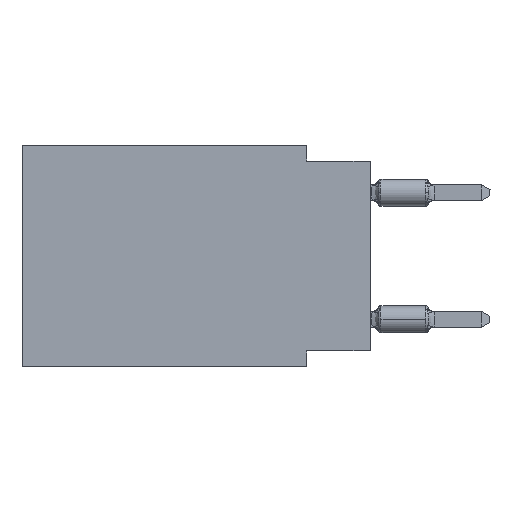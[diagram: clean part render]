
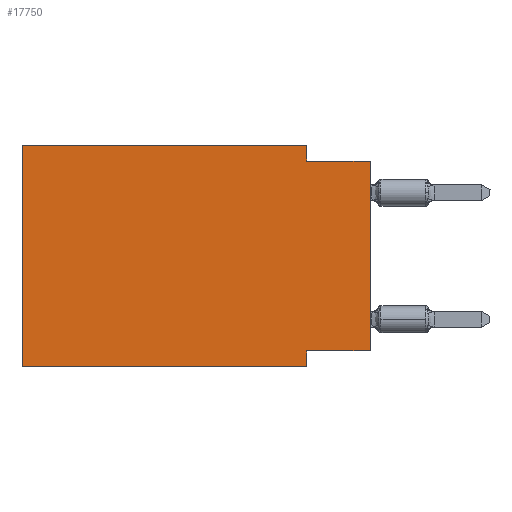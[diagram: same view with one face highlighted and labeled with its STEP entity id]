
A CAD part, left-side view. The second image highlights one B-rep face of the part: STEP entity #17750.
In plain terms, the highlighted planar face has unit normal (-1, 0, 0).
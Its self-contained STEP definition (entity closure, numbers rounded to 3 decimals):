
#217 = CARTESIAN_POINT ( 'NONE',  ( 0., 0., -0.635 ) ) ;
#543 = DIRECTION ( 'NONE',  ( 0., -1., 0. ) ) ;
#1021 = ORIENTED_EDGE ( 'NONE', *, *, #27927, .F. ) ;
#1097 = DIRECTION ( 'NONE',  ( 0., 1., 0. ) ) ;
#1164 = VERTEX_POINT ( 'NONE', #31746 ) ;
#1224 = CARTESIAN_POINT ( 'NONE',  ( 0., 0., 0. ) ) ;
#1475 = DIRECTION ( 'NONE',  ( 0., 0., -1. ) ) ;
#1508 = CARTESIAN_POINT ( 'NONE',  ( 0., 13.97, -8.89 ) ) ;
#2941 = VECTOR ( 'NONE', #543, 1000. ) ;
#3786 = DIRECTION ( 'NONE',  ( 0., 0., -1. ) ) ;
#3936 = FACE_OUTER_BOUND ( 'NONE', #19123, .T. ) ;
#5361 = EDGE_CURVE ( 'NONE', #12327, #1164, #16256, .T. ) ;
#6141 = DIRECTION ( 'NONE',  ( 0., 0., 1. ) ) ;
#6373 = VERTEX_POINT ( 'NONE', #17575 ) ;
#7844 = VERTEX_POINT ( 'NONE', #12275 ) ;
#8383 = VERTEX_POINT ( 'NONE', #19658 ) ;
#8478 = ORIENTED_EDGE ( 'NONE', *, *, #16801, .F. ) ;
#10628 = AXIS2_PLACEMENT_3D ( 'NONE', #11011, #24026, #1475 ) ;
#11011 = CARTESIAN_POINT ( 'NONE',  ( 0., 13.97, 0. ) ) ;
#11095 = DIRECTION ( 'NONE',  ( 0., 0., 1. ) ) ;
#11452 = VECTOR ( 'NONE', #26894, 1000. ) ;
#11682 = EDGE_CURVE ( 'NONE', #23860, #7844, #24004, .T. ) ;
#11995 = ORIENTED_EDGE ( 'NONE', *, *, #32459, .F. ) ;
#12275 = CARTESIAN_POINT ( 'NONE',  ( 0., 2.54, -8.89 ) ) ;
#12327 = VERTEX_POINT ( 'NONE', #22769 ) ;
#12336 = EDGE_CURVE ( 'NONE', #6373, #8383, #30174, .T. ) ;
#13585 = LINE ( 'NONE', #1224, #28260 ) ;
#13795 = DIRECTION ( 'NONE',  ( 0., -1., 0. ) ) ;
#13995 = EDGE_CURVE ( 'NONE', #22112, #15613, #16850, .T. ) ;
#13996 = CARTESIAN_POINT ( 'NONE',  ( 0., 2.54, -8.89 ) ) ;
#15613 = VERTEX_POINT ( 'NONE', #26160 ) ;
#15831 = CARTESIAN_POINT ( 'NONE',  ( 0., 13.97, 0. ) ) ;
#16065 = ORIENTED_EDGE ( 'NONE', *, *, #25678, .T. ) ;
#16115 = ORIENTED_EDGE ( 'NONE', *, *, #12336, .F. ) ;
#16256 = LINE ( 'NONE', #19049, #21400 ) ;
#16687 = CARTESIAN_POINT ( 'NONE',  ( 0., 2.54, 0. ) ) ;
#16801 = EDGE_CURVE ( 'NONE', #15613, #6373, #18662, .T. ) ;
#16850 = LINE ( 'NONE', #32159, #11452 ) ;
#17575 = CARTESIAN_POINT ( 'NONE',  ( 0., 2.54, -0.635 ) ) ;
#17750 = ADVANCED_FACE ( 'NONE', ( #3936 ), #30933, .F. ) ;
#18662 = LINE ( 'NONE', #16687, #21638 ) ;
#18939 = LINE ( 'NONE', #13996, #25029 ) ;
#19049 = CARTESIAN_POINT ( 'NONE',  ( 0., 0., -8.255 ) ) ;
#19123 = EDGE_LOOP ( 'NONE', ( #16065, #16115, #8478, #32270, #11995, #26366, #1021, #21387 ) ) ;
#19155 = DIRECTION ( 'NONE',  ( 0., 0., -1. ) ) ;
#19658 = CARTESIAN_POINT ( 'NONE',  ( 0., 0., -0.635 ) ) ;
#19756 = CARTESIAN_POINT ( 'NONE',  ( 0., 13.97, 0. ) ) ;
#20190 = VECTOR ( 'NONE', #6141, 1000. ) ;
#21375 = CARTESIAN_POINT ( 'NONE',  ( 0., 13.97, -8.89 ) ) ;
#21387 = ORIENTED_EDGE ( 'NONE', *, *, #5361, .F. ) ;
#21400 = VECTOR ( 'NONE', #1097, 1000. ) ;
#21638 = VECTOR ( 'NONE', #19155, 1000. ) ;
#22112 = VERTEX_POINT ( 'NONE', #19756 ) ;
#22769 = CARTESIAN_POINT ( 'NONE',  ( 0., 0., -8.255 ) ) ;
#23860 = VERTEX_POINT ( 'NONE', #1508 ) ;
#24004 = LINE ( 'NONE', #21375, #28837 ) ;
#24026 = DIRECTION ( 'NONE',  ( 1., 0., 0. ) ) ;
#25029 = VECTOR ( 'NONE', #3786, 1000. ) ;
#25678 = EDGE_CURVE ( 'NONE', #12327, #8383, #13585, .T. ) ;
#25882 = LINE ( 'NONE', #15831, #20190 ) ;
#26160 = CARTESIAN_POINT ( 'NONE',  ( 0., 2.54, 0. ) ) ;
#26366 = ORIENTED_EDGE ( 'NONE', *, *, #11682, .T. ) ;
#26894 = DIRECTION ( 'NONE',  ( 0., -1., 0. ) ) ;
#27927 = EDGE_CURVE ( 'NONE', #1164, #7844, #18939, .T. ) ;
#28260 = VECTOR ( 'NONE', #11095, 1000. ) ;
#28837 = VECTOR ( 'NONE', #13795, 1000. ) ;
#30174 = LINE ( 'NONE', #217, #2941 ) ;
#30933 = PLANE ( 'NONE',  #10628 ) ;
#31746 = CARTESIAN_POINT ( 'NONE',  ( 0., 2.54, -8.255 ) ) ;
#32159 = CARTESIAN_POINT ( 'NONE',  ( 0., 13.97, 0. ) ) ;
#32270 = ORIENTED_EDGE ( 'NONE', *, *, #13995, .F. ) ;
#32459 = EDGE_CURVE ( 'NONE', #23860, #22112, #25882, .T. ) ;
